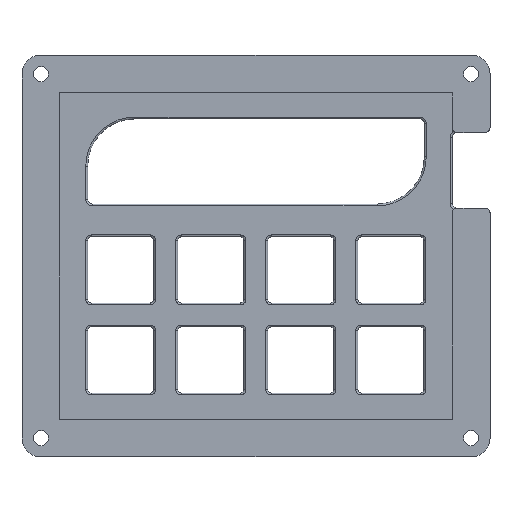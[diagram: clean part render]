
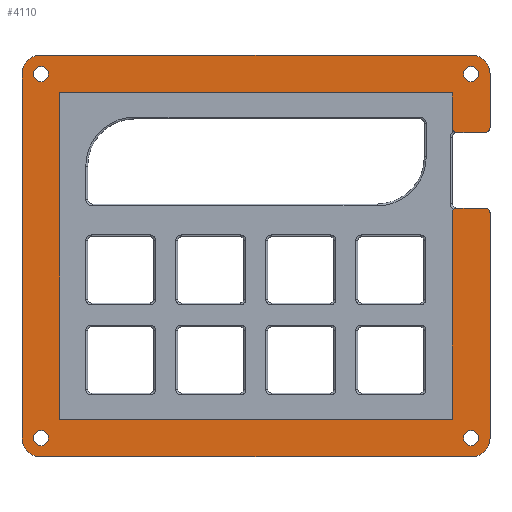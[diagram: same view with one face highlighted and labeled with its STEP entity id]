
A CAD part, top view. The second image highlights one B-rep face of the part: STEP entity #4110.
In plain terms, the highlighted planar face has unit normal (0, 0, 1).
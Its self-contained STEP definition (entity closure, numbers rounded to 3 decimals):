
#26=FACE_BOUND('',#1176,.T.);
#27=FACE_BOUND('',#1177,.T.);
#28=FACE_BOUND('',#1178,.T.);
#29=FACE_BOUND('',#1179,.T.);
#64=PLANE('',#4562);
#244=LINE('',#7044,#523);
#246=LINE('',#7048,#525);
#247=LINE('',#7052,#526);
#248=LINE('',#7056,#527);
#249=LINE('',#7060,#528);
#250=LINE('',#7064,#529);
#251=LINE('',#7068,#530);
#252=LINE('',#7072,#531);
#253=LINE('',#7076,#532);
#254=LINE('',#7078,#533);
#255=LINE('',#7080,#534);
#256=LINE('',#7081,#535);
#523=VECTOR('',#5610,10.);
#525=VECTOR('',#5614,10.);
#526=VECTOR('',#5617,10.);
#527=VECTOR('',#5620,10.);
#528=VECTOR('',#5623,10.);
#529=VECTOR('',#5626,10.);
#530=VECTOR('',#5629,10.);
#531=VECTOR('',#5632,10.);
#532=VECTOR('',#5635,10.);
#533=VECTOR('',#5636,10.);
#534=VECTOR('',#5637,10.);
#535=VECTOR('',#5638,10.);
#901=FACE_OUTER_BOUND('',#1175,.T.);
#1175=EDGE_LOOP('',(#3214,#3215,#3216,#3217,#3218,#3219,#3220,#3221,#3222,
#3223,#3224,#3225,#3226,#3227,#3228,#3229,#3230,#3231,#3232,#3233));
#1176=EDGE_LOOP('',(#3234));
#1177=EDGE_LOOP('',(#3235));
#1178=EDGE_LOOP('',(#3236));
#1179=EDGE_LOOP('',(#3237));
#1512=CIRCLE('',#4560,1.);
#1513=CIRCLE('',#4563,1.);
#1514=CIRCLE('',#4564,4.);
#1515=CIRCLE('',#4565,4.);
#1516=CIRCLE('',#4566,4.);
#1517=CIRCLE('',#4567,4.);
#1518=CIRCLE('',#4568,1.);
#1519=CIRCLE('',#4569,1.);
#1520=CIRCLE('',#4570,1.6);
#1521=CIRCLE('',#4571,1.6);
#1522=CIRCLE('',#4572,1.6);
#1523=CIRCLE('',#4573,1.6);
#1891=VERTEX_POINT('',#7037);
#1892=VERTEX_POINT('',#7038);
#1893=VERTEX_POINT('',#7043);
#1894=VERTEX_POINT('',#7047);
#1895=VERTEX_POINT('',#7049);
#1896=VERTEX_POINT('',#7051);
#1897=VERTEX_POINT('',#7053);
#1898=VERTEX_POINT('',#7055);
#1899=VERTEX_POINT('',#7057);
#1900=VERTEX_POINT('',#7059);
#1901=VERTEX_POINT('',#7061);
#1902=VERTEX_POINT('',#7063);
#1903=VERTEX_POINT('',#7065);
#1904=VERTEX_POINT('',#7067);
#1905=VERTEX_POINT('',#7069);
#1906=VERTEX_POINT('',#7071);
#1907=VERTEX_POINT('',#7073);
#1908=VERTEX_POINT('',#7075);
#1909=VERTEX_POINT('',#7077);
#1910=VERTEX_POINT('',#7079);
#1911=VERTEX_POINT('',#7082);
#1912=VERTEX_POINT('',#7084);
#1913=VERTEX_POINT('',#7086);
#1914=VERTEX_POINT('',#7088);
#2365=EDGE_CURVE('',#1891,#1892,#1512,.T.);
#2368=EDGE_CURVE('',#1893,#1892,#244,.T.);
#2370=EDGE_CURVE('',#1891,#1894,#246,.T.);
#2371=EDGE_CURVE('',#1895,#1894,#1513,.T.);
#2372=EDGE_CURVE('',#1895,#1896,#247,.T.);
#2373=EDGE_CURVE('',#1897,#1896,#1514,.T.);
#2374=EDGE_CURVE('',#1897,#1898,#248,.T.);
#2375=EDGE_CURVE('',#1899,#1898,#1515,.T.);
#2376=EDGE_CURVE('',#1899,#1900,#249,.T.);
#2377=EDGE_CURVE('',#1901,#1900,#1516,.T.);
#2378=EDGE_CURVE('',#1901,#1902,#250,.T.);
#2379=EDGE_CURVE('',#1903,#1902,#1517,.T.);
#2380=EDGE_CURVE('',#1903,#1904,#251,.T.);
#2381=EDGE_CURVE('',#1905,#1904,#1518,.T.);
#2382=EDGE_CURVE('',#1905,#1906,#252,.T.);
#2383=EDGE_CURVE('',#1907,#1906,#1519,.T.);
#2384=EDGE_CURVE('',#1907,#1908,#253,.T.);
#2385=EDGE_CURVE('',#1908,#1909,#254,.T.);
#2386=EDGE_CURVE('',#1909,#1910,#255,.T.);
#2387=EDGE_CURVE('',#1910,#1893,#256,.T.);
#2388=EDGE_CURVE('',#1911,#1911,#1520,.T.);
#2389=EDGE_CURVE('',#1912,#1912,#1521,.T.);
#2390=EDGE_CURVE('',#1913,#1913,#1522,.T.);
#2391=EDGE_CURVE('',#1914,#1914,#1523,.T.);
#3214=ORIENTED_EDGE('',*,*,#2365,.F.);
#3215=ORIENTED_EDGE('',*,*,#2370,.T.);
#3216=ORIENTED_EDGE('',*,*,#2371,.F.);
#3217=ORIENTED_EDGE('',*,*,#2372,.T.);
#3218=ORIENTED_EDGE('',*,*,#2373,.F.);
#3219=ORIENTED_EDGE('',*,*,#2374,.T.);
#3220=ORIENTED_EDGE('',*,*,#2375,.F.);
#3221=ORIENTED_EDGE('',*,*,#2376,.T.);
#3222=ORIENTED_EDGE('',*,*,#2377,.F.);
#3223=ORIENTED_EDGE('',*,*,#2378,.T.);
#3224=ORIENTED_EDGE('',*,*,#2379,.F.);
#3225=ORIENTED_EDGE('',*,*,#2380,.T.);
#3226=ORIENTED_EDGE('',*,*,#2381,.F.);
#3227=ORIENTED_EDGE('',*,*,#2382,.T.);
#3228=ORIENTED_EDGE('',*,*,#2383,.F.);
#3229=ORIENTED_EDGE('',*,*,#2384,.T.);
#3230=ORIENTED_EDGE('',*,*,#2385,.T.);
#3231=ORIENTED_EDGE('',*,*,#2386,.T.);
#3232=ORIENTED_EDGE('',*,*,#2387,.T.);
#3233=ORIENTED_EDGE('',*,*,#2368,.T.);
#3234=ORIENTED_EDGE('',*,*,#2388,.T.);
#3235=ORIENTED_EDGE('',*,*,#2389,.T.);
#3236=ORIENTED_EDGE('',*,*,#2390,.T.);
#3237=ORIENTED_EDGE('',*,*,#2391,.T.);
#4110=ADVANCED_FACE('',(#901,#26,#27,#28,#29),#64,.T.);
#4560=AXIS2_PLACEMENT_3D('',#7039,#5604,#5605);
#4562=AXIS2_PLACEMENT_3D('',#7046,#5612,#5613);
#4563=AXIS2_PLACEMENT_3D('',#7050,#5615,#5616);
#4564=AXIS2_PLACEMENT_3D('',#7054,#5618,#5619);
#4565=AXIS2_PLACEMENT_3D('',#7058,#5621,#5622);
#4566=AXIS2_PLACEMENT_3D('',#7062,#5624,#5625);
#4567=AXIS2_PLACEMENT_3D('',#7066,#5627,#5628);
#4568=AXIS2_PLACEMENT_3D('',#7070,#5630,#5631);
#4569=AXIS2_PLACEMENT_3D('',#7074,#5633,#5634);
#4570=AXIS2_PLACEMENT_3D('',#7083,#5639,#5640);
#4571=AXIS2_PLACEMENT_3D('',#7085,#5641,#5642);
#4572=AXIS2_PLACEMENT_3D('',#7087,#5643,#5644);
#4573=AXIS2_PLACEMENT_3D('',#7089,#5645,#5646);
#5604=DIRECTION('center_axis',(0.,0.,-1.));
#5605=DIRECTION('ref_axis',(-0.707,-0.707,0.));
#5610=DIRECTION('',(0.,-1.,0.));
#5612=DIRECTION('center_axis',(0.,0.,1.));
#5613=DIRECTION('ref_axis',(1.,0.,0.));
#5614=DIRECTION('',(1.,0.,0.));
#5615=DIRECTION('center_axis',(0.,0.,-1.));
#5616=DIRECTION('ref_axis',(0.707,-0.707,0.));
#5617=DIRECTION('',(0.,1.,0.));
#5618=DIRECTION('center_axis',(0.,0.,-1.));
#5619=DIRECTION('ref_axis',(0.707,0.707,0.));
#5620=DIRECTION('',(-1.,0.,0.));
#5621=DIRECTION('center_axis',(0.,0.,-1.));
#5622=DIRECTION('ref_axis',(-0.707,0.707,0.));
#5623=DIRECTION('',(0.,-1.,0.));
#5624=DIRECTION('center_axis',(0.,0.,-1.));
#5625=DIRECTION('ref_axis',(-0.707,-0.707,0.));
#5626=DIRECTION('',(1.,0.,0.));
#5627=DIRECTION('center_axis',(0.,0.,-1.));
#5628=DIRECTION('ref_axis',(0.707,-0.707,0.));
#5629=DIRECTION('',(0.,1.,0.));
#5630=DIRECTION('center_axis',(0.,0.,-1.));
#5631=DIRECTION('ref_axis',(0.707,0.707,0.));
#5632=DIRECTION('',(-1.,0.,0.));
#5633=DIRECTION('center_axis',(0.,0.,-1.));
#5634=DIRECTION('ref_axis',(-0.707,0.707,0.));
#5635=DIRECTION('',(0.,-1.,0.));
#5636=DIRECTION('',(-1.,0.,0.));
#5637=DIRECTION('',(0.,1.,0.));
#5638=DIRECTION('',(1.,0.,0.));
#5639=DIRECTION('center_axis',(0.,0.,-1.));
#5640=DIRECTION('ref_axis',(1.,0.,0.));
#5641=DIRECTION('center_axis',(0.,0.,-1.));
#5642=DIRECTION('ref_axis',(1.,0.,0.));
#5643=DIRECTION('center_axis',(0.,0.,-1.));
#5644=DIRECTION('ref_axis',(1.,0.,0.));
#5645=DIRECTION('center_axis',(0.,0.,-1.));
#5646=DIRECTION('ref_axis',(1.,0.,0.));
#7037=CARTESIAN_POINT('',(80.639,19.549,3.75));
#7038=CARTESIAN_POINT('',(79.639,20.549,3.75));
#7039=CARTESIAN_POINT('Origin',(80.639,20.549,3.75));
#7043=CARTESIAN_POINT('',(79.639,27.925,3.75));
#7044=CARTESIAN_POINT('',(79.639,27.925,3.75));
#7046=CARTESIAN_POINT('Origin',(38.139,-6.575,3.75));
#7047=CARTESIAN_POINT('',(86.639,19.549,3.75));
#7048=CARTESIAN_POINT('',(58.889,19.549,3.75));
#7049=CARTESIAN_POINT('',(87.639,20.549,3.75));
#7050=CARTESIAN_POINT('Origin',(86.639,20.549,3.75));
#7051=CARTESIAN_POINT('',(87.639,31.925,3.75));
#7052=CARTESIAN_POINT('',(87.639,35.925,3.75));
#7053=CARTESIAN_POINT('',(83.639,35.925,3.75));
#7054=CARTESIAN_POINT('Origin',(83.639,31.925,3.75));
#7055=CARTESIAN_POINT('',(-7.361,35.925,3.75));
#7056=CARTESIAN_POINT('',(-11.361,35.925,3.75));
#7057=CARTESIAN_POINT('',(-11.361,31.925,3.75));
#7058=CARTESIAN_POINT('Origin',(-7.361,31.925,3.75));
#7059=CARTESIAN_POINT('',(-11.361,-45.075,3.75));
#7060=CARTESIAN_POINT('',(-11.361,-49.075,3.75));
#7061=CARTESIAN_POINT('',(-7.361,-49.075,3.75));
#7062=CARTESIAN_POINT('Origin',(-7.361,-45.075,3.75));
#7063=CARTESIAN_POINT('',(83.639,-49.075,3.75));
#7064=CARTESIAN_POINT('',(87.639,-49.075,3.75));
#7065=CARTESIAN_POINT('',(87.639,-45.075,3.75));
#7066=CARTESIAN_POINT('Origin',(83.639,-45.075,3.75));
#7067=CARTESIAN_POINT('',(87.639,2.549,3.75));
#7068=CARTESIAN_POINT('',(87.639,35.925,3.75));
#7069=CARTESIAN_POINT('',(86.639,3.549,3.75));
#7070=CARTESIAN_POINT('Origin',(86.639,2.549,3.75));
#7071=CARTESIAN_POINT('',(80.639,3.549,3.75));
#7072=CARTESIAN_POINT('',(62.889,3.549,3.75));
#7073=CARTESIAN_POINT('',(79.639,2.549,3.75));
#7074=CARTESIAN_POINT('Origin',(80.639,2.549,3.75));
#7075=CARTESIAN_POINT('',(79.639,-41.075,3.75));
#7076=CARTESIAN_POINT('',(79.639,27.925,3.75));
#7077=CARTESIAN_POINT('',(-3.361,-41.075,3.75));
#7078=CARTESIAN_POINT('',(79.639,-41.075,3.75));
#7079=CARTESIAN_POINT('',(-3.361,27.925,3.75));
#7080=CARTESIAN_POINT('',(-3.361,-41.075,3.75));
#7081=CARTESIAN_POINT('',(-3.361,27.925,3.75));
#7082=CARTESIAN_POINT('',(82.039,31.925,3.75));
#7083=CARTESIAN_POINT('Origin',(83.639,31.925,3.75));
#7084=CARTESIAN_POINT('',(-8.961,-45.075,3.75));
#7085=CARTESIAN_POINT('Origin',(-7.361,-45.075,3.75));
#7086=CARTESIAN_POINT('',(82.039,-45.075,3.75));
#7087=CARTESIAN_POINT('Origin',(83.639,-45.075,3.75));
#7088=CARTESIAN_POINT('',(-8.961,31.925,3.75));
#7089=CARTESIAN_POINT('Origin',(-7.361,31.925,3.75));
